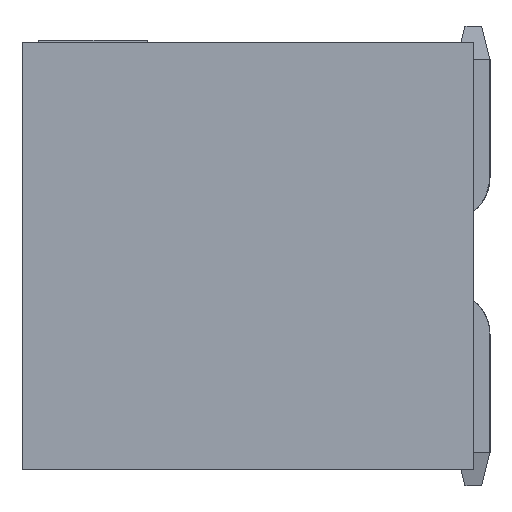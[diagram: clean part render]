
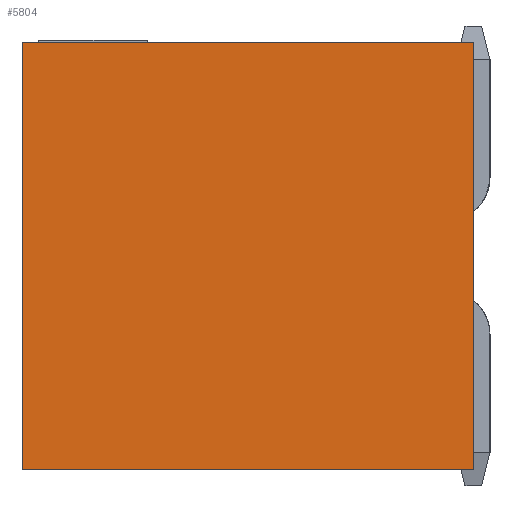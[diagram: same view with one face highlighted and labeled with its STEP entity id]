
A CAD part, left-side view. The second image highlights one B-rep face of the part: STEP entity #5804.
In plain terms, the highlighted free-form (B-spline) face has degree [1, 1] with [2, 2] control points.
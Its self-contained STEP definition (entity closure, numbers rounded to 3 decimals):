
#5804 = ADVANCED_FACE('',(#5805),#5818,.T.);
#5805 = FACE_BOUND('',#5806,.T.);
#5806 = EDGE_LOOP('',(#5807,#5829,#5844,#5859));
#5807 = ORIENTED_EDGE('',*,*,#5808,.F.);
#5808 = EDGE_CURVE('',#5809,#5811,#5813,.T.);
#5809 = VERTEX_POINT('',#5810);
#5810 = CARTESIAN_POINT('',(-9.5,5.4,2.55));
#5811 = VERTEX_POINT('',#5812);
#5812 = CARTESIAN_POINT('',(-9.5,0.,2.55));
#5813 = SURFACE_CURVE('',#5814,(#5817),.PCURVE_S1.);
#5814 = B_SPLINE_CURVE_WITH_KNOTS('',1,(#5815,#5816),.UNSPECIFIED.,.F.,
  .F.,(2,2),(0.,5.4),.PIECEWISE_BEZIER_KNOTS.);
#5815 = CARTESIAN_POINT('',(-9.5,5.4,2.55));
#5816 = CARTESIAN_POINT('',(-9.5,0.,2.55));
#5817 = PCURVE('',#5818,#5823);
#5818 = B_SPLINE_SURFACE_WITH_KNOTS('',1,1,(
    (#5819,#5820)
    ,(#5821,#5822
    )),.UNSPECIFIED.,.F.,.F.,.F.,(2,2),(2,2),(0.,5.1),(0.,5.4),
  .PIECEWISE_BEZIER_KNOTS.);
#5819 = CARTESIAN_POINT('',(-9.5,0.,-2.55));
#5820 = CARTESIAN_POINT('',(-9.5,5.4,-2.55));
#5821 = CARTESIAN_POINT('',(-9.5,0.,2.55));
#5822 = CARTESIAN_POINT('',(-9.5,5.4,2.55));
#5823 = DEFINITIONAL_REPRESENTATION('',(#5824),#5828);
#5824 = LINE('',#5825,#5826);
#5825 = CARTESIAN_POINT('',(5.1,5.4));
#5826 = VECTOR('',#5827,1.);
#5827 = DIRECTION('',(0.,-1.));
#5828 = ( GEOMETRIC_REPRESENTATION_CONTEXT(2) 
PARAMETRIC_REPRESENTATION_CONTEXT() REPRESENTATION_CONTEXT('2D SPACE',''
  ) );
#5829 = ORIENTED_EDGE('',*,*,#5830,.F.);
#5830 = EDGE_CURVE('',#5831,#5809,#5833,.T.);
#5831 = VERTEX_POINT('',#5832);
#5832 = CARTESIAN_POINT('',(-9.5,5.4,-2.55));
#5833 = SURFACE_CURVE('',#5834,(#5837),.PCURVE_S1.);
#5834 = B_SPLINE_CURVE_WITH_KNOTS('',1,(#5835,#5836),.UNSPECIFIED.,.F.,
  .F.,(2,2),(0.,5.1),.PIECEWISE_BEZIER_KNOTS.);
#5835 = CARTESIAN_POINT('',(-9.5,5.4,-2.55));
#5836 = CARTESIAN_POINT('',(-9.5,5.4,2.55));
#5837 = PCURVE('',#5818,#5838);
#5838 = DEFINITIONAL_REPRESENTATION('',(#5839),#5843);
#5839 = LINE('',#5840,#5841);
#5840 = CARTESIAN_POINT('',(0.,5.4));
#5841 = VECTOR('',#5842,1.);
#5842 = DIRECTION('',(1.,0.));
#5843 = ( GEOMETRIC_REPRESENTATION_CONTEXT(2) 
PARAMETRIC_REPRESENTATION_CONTEXT() REPRESENTATION_CONTEXT('2D SPACE',''
  ) );
#5844 = ORIENTED_EDGE('',*,*,#5845,.F.);
#5845 = EDGE_CURVE('',#5846,#5831,#5848,.T.);
#5846 = VERTEX_POINT('',#5847);
#5847 = CARTESIAN_POINT('',(-9.5,0.,-2.55));
#5848 = SURFACE_CURVE('',#5849,(#5852),.PCURVE_S1.);
#5849 = B_SPLINE_CURVE_WITH_KNOTS('',1,(#5850,#5851),.UNSPECIFIED.,.F.,
  .F.,(2,2),(0.,5.4),.PIECEWISE_BEZIER_KNOTS.);
#5850 = CARTESIAN_POINT('',(-9.5,0.,-2.55));
#5851 = CARTESIAN_POINT('',(-9.5,5.4,-2.55));
#5852 = PCURVE('',#5818,#5853);
#5853 = DEFINITIONAL_REPRESENTATION('',(#5854),#5858);
#5854 = LINE('',#5855,#5856);
#5855 = CARTESIAN_POINT('',(0.,0.));
#5856 = VECTOR('',#5857,1.);
#5857 = DIRECTION('',(0.,1.));
#5858 = ( GEOMETRIC_REPRESENTATION_CONTEXT(2) 
PARAMETRIC_REPRESENTATION_CONTEXT() REPRESENTATION_CONTEXT('2D SPACE',''
  ) );
#5859 = ORIENTED_EDGE('',*,*,#5860,.F.);
#5860 = EDGE_CURVE('',#5811,#5846,#5861,.T.);
#5861 = SURFACE_CURVE('',#5862,(#5865),.PCURVE_S1.);
#5862 = B_SPLINE_CURVE_WITH_KNOTS('',1,(#5863,#5864),.UNSPECIFIED.,.F.,
  .F.,(2,2),(0.,5.1),.PIECEWISE_BEZIER_KNOTS.);
#5863 = CARTESIAN_POINT('',(-9.5,0.,2.55));
#5864 = CARTESIAN_POINT('',(-9.5,0.,-2.55));
#5865 = PCURVE('',#5818,#5866);
#5866 = DEFINITIONAL_REPRESENTATION('',(#5867),#5871);
#5867 = LINE('',#5868,#5869);
#5868 = CARTESIAN_POINT('',(5.1,0.));
#5869 = VECTOR('',#5870,1.);
#5870 = DIRECTION('',(-1.,0.));
#5871 = ( GEOMETRIC_REPRESENTATION_CONTEXT(2) 
PARAMETRIC_REPRESENTATION_CONTEXT() REPRESENTATION_CONTEXT('2D SPACE',''
  ) );
